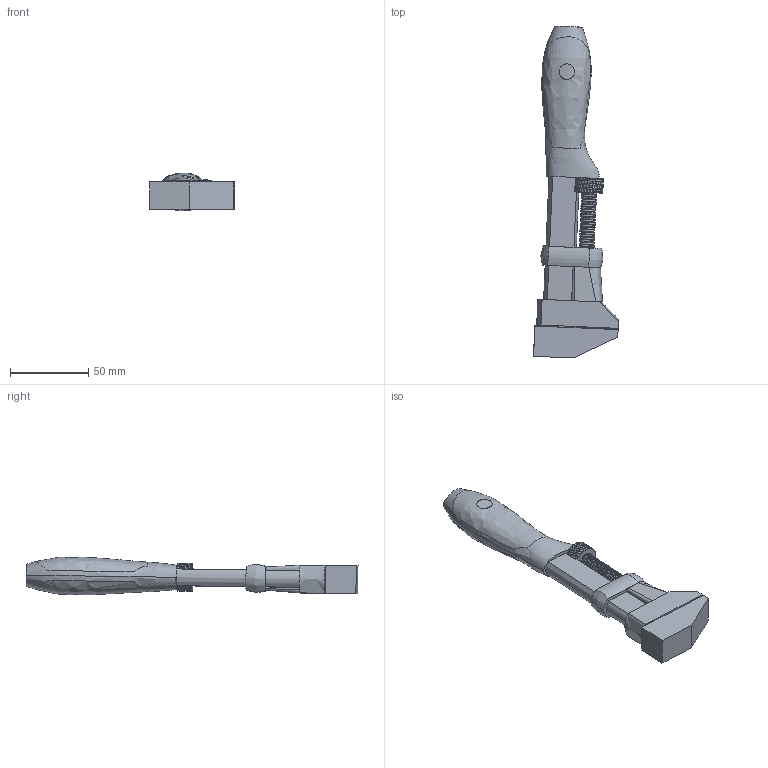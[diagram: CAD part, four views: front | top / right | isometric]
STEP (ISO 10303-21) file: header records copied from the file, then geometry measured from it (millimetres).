
FILE_DESCRIPTION(('STEP AP214'),'1');
FILE_NAME('wrench.stp','2014-11-07T02:21:25',(' '),(' '),'Spatial InterOp 3D',' ',' ');
FILE_SCHEMA(('automotive_design'));
Length unit declared in the file: millimetre
Products named in the file (6): wrench; Design1; Lower Jaw; Nut; Left Handle; Right Handle
Assembly tree (5 placements, depth 2):
  wrench
    Design1
    Lower Jaw
    Nut
    Left Handle
    Right Handle
Bounding box: 54.19 x 211.65 x 24.14 mm (x, y, z)
Volume: 104413.7 mm3; surface area: 35687.5 mm2
Topology: 5 solids, 5 shells, 903 faces, 2074 edges, 1187 vertices
Faces by surface type: bspline 607, cylinder 253, plane 42, revolution 1
Entity records: 96106 total; most frequent: CARTESIAN_POINT 73757, ORIENTED_EDGE 4148, EDGE_CURVE 2074, B_SPLINE_CURVE_WITH_KNOTS 1666, VERTEX_POINT 1187, DIRECTION 1126, EDGE_LOOP 917, STYLED_ITEM 908
